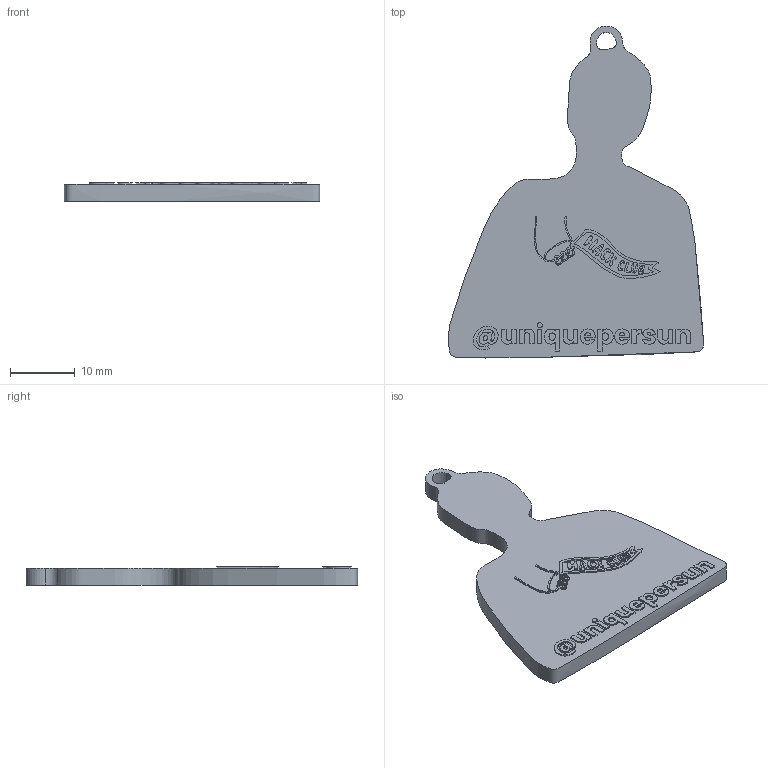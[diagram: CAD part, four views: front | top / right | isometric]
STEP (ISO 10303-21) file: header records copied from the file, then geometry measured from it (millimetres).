
FILE_DESCRIPTION(/* description */ ('STEP AP242','CAx-IF Rec.Pracs.---Representation and Presentation of Product Manufacturing Information (PMI)---4.0---2014-10-13','CAx-IF Rec.Pracs.---3D Tessellated Geometry---0.4---2014-09-14','2;1'),/* implementation_level */ '2;1');
FILE_NAME(/* name */ '6784dc252092b25e545850c6',/* time_stamp */ '2025-01-13T09:26:00Z',/* author */ (''),/* organization */ (''),/* preprocessor_version */ 'ST-DEVELOPER v20',/* originating_system */ 'ONSHAPE BY PTC INC, 1.192',/* authorisation */ ' ');
FILE_SCHEMA (('AP242_MANAGED_MODEL_BASED_3D_ENGINEERING_MIM_LF { 1 0 10303 442 1 1 4 }'));
Length unit declared in the file: metre
Products named in the file (24): Part 1; Part 19; Part 10; Part 4; Part 20; Part 11; Part 5; Part 15; Part 21; Part 12; Part 6; Part 13; Part 7; Part 14; Part 22; Part 16; Part 23; Part 17; Part 8; Part 24; Part 2; Part 18; Part 9; Part 3
Bounding box: 39.34 x 51.14 x 2.8 mm (x, y, z)
Volume: 2805.2 mm3; surface area: 4072.8 mm2
Topology: 24 solids, 25 shells, 706 faces, 1852 edges, 1235 vertices
Faces by surface type: cylinder 254, plane 239, bspline 213
Full cylindrical faces by diameter (mm): 25.6 x1
Entity records: 34969 total; most frequent: CARTESIAN_POINT 13069, ORIENTED_EDGE 3624, DIRECTION 2920, EDGE_CURVE 1812, VERTEX_POINT 1234, AXIS2_PLACEMENT_3D 1025, LINE 870, VECTOR 870
